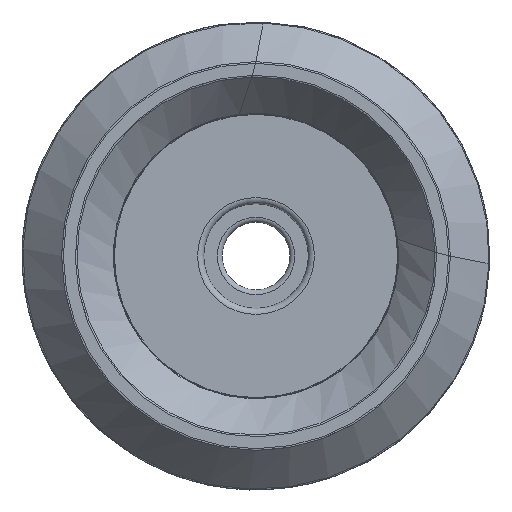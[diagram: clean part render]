
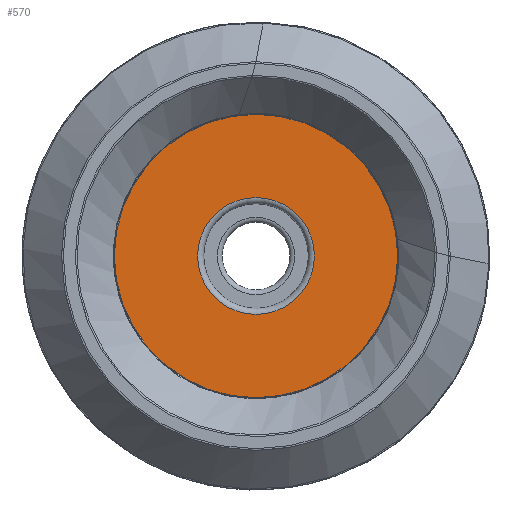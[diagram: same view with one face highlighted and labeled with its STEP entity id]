
A CAD part, left-side view. The second image highlights one B-rep face of the part: STEP entity #570.
In plain terms, the highlighted planar face has unit normal (-1, 0, 0).
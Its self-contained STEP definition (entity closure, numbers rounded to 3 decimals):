
#161=FACE_BOUND('',#745,.T.);
#162=FACE_BOUND('',#746,.T.);
#570=ADVANCED_FACE('',(#161,#162),#604,.F.);
#604=PLANE('',#1653);
#745=EDGE_LOOP('',(#1078));
#746=EDGE_LOOP('',(#1079));
#853=CIRCLE('',#1651,23.037);
#854=CIRCLE('',#1652,9.5);
#1078=ORIENTED_EDGE('',*,*,#1414,.F.);
#1079=ORIENTED_EDGE('',*,*,#1413,.T.);
#1270=VERTEX_POINT('',#2858);
#1271=VERTEX_POINT('',#2867);
#1413=EDGE_CURVE('',#1270,#1270,#853,.T.);
#1414=EDGE_CURVE('',#1271,#1271,#854,.T.);
#1651=AXIS2_PLACEMENT_3D('',#2857,#1931,#1932);
#1652=AXIS2_PLACEMENT_3D('',#2866,#1934,#1935);
#1653=AXIS2_PLACEMENT_3D('',#2868,#1936,#1937);
#1931=DIRECTION('',(-1.,0.,0.));
#1932=DIRECTION('',(0.,0.,1.));
#1934=DIRECTION('',(-1.,0.,0.));
#1935=DIRECTION('',(0.,0.,1.));
#1936=DIRECTION('',(1.,0.,0.));
#1937=DIRECTION('',(0.,0.,-1.));
#2857=CARTESIAN_POINT('',(8.,0.,0.));
#2858=CARTESIAN_POINT('',(8.,0.,23.037));
#2866=CARTESIAN_POINT('',(8.,0.,0.));
#2867=CARTESIAN_POINT('',(8.,0.,9.5));
#2868=CARTESIAN_POINT('',(8.,9.5,0.));
